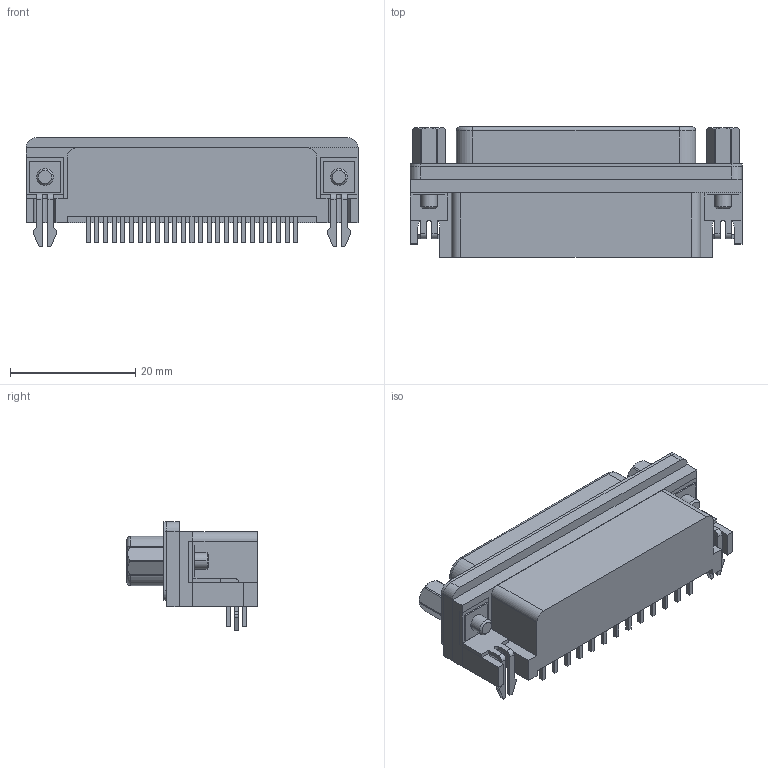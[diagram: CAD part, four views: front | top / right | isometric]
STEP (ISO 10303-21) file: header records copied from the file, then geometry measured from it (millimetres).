
FILE_DESCRIPTION((''),'2;1');
FILE_NAME('TYCO_3-1634586-2.stp','2013-01-16T13:45:12',(''),(''),'Mechanical Desktop 2011','Mechanical Desktop 2011',', , ');
FILE_SCHEMA(('AUTOMOTIVE_DESIGN { 1 2 10303 214 1 1 1 1 }'));
Length unit declared in the file: millimetre
Products named in the file (1): Product
Bounding box: 53.1 x 20.88 x 17.34 mm (x, y, z)
Volume: 9906.5 mm3; surface area: 10217.8 mm2
Topology: 41 solids, 41 shells, 560 faces, 1226 edges, 770 vertices
Faces by surface type: plane 326, cylinder 160, cone 70, torus 4
Entity records: 15122 total; most frequent: DIRECTION 2656, CARTESIAN_POINT 2601, ORIENTED_EDGE 2444, EDGE_CURVE 1222, AXIS2_PLACEMENT_3D 897, VECTOR 862, LINE 862, VERTEX_POINT 770
